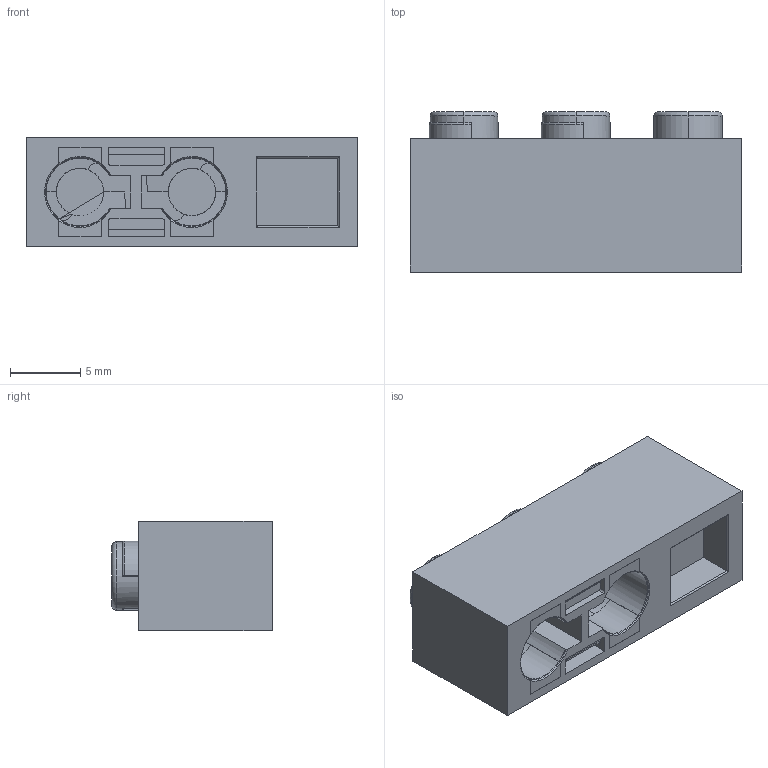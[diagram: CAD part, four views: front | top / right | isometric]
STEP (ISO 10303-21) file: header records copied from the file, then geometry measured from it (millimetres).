
FILE_DESCRIPTION (( 'STEP AP214' ), '1' );
FILE_NAME ('BuildUponsPowerBrickCompleteV3.STEP', '2017-04-04T20:49:16', ( 'Jason' ), ( '' ), 'SwSTEP 2.0', 'SolidWorks 2013', '' );
FILE_SCHEMA (( 'AUTOMOTIVE_DESIGN' ));
Length unit declared in the file: inch
Products named in the file (4): BuildUponsPowerBrickCompleteV3; PowerBrickMetalSideBV4; PowerBrickMetalSideAV4; BuildUponsPowerBrickV2
Assembly tree (3 placements, depth 2):
  BuildUponsPowerBrickCompleteV3
    BuildUponsPowerBrickV2
    PowerBrickMetalSideAV4
    PowerBrickMetalSideBV4
Bounding box: 23.7 x 11.45 x 7.8 mm (x, y, z)
Volume: 1534.8 mm3; surface area: 2514 mm2
Topology: 3 solids, 3 shells, 363 faces, 982 edges, 635 vertices
Faces by surface type: plane 198, cylinder 84, torus 30, cone 26, bspline 24, sphere 1
Entity records: 12563 total; most frequent: CARTESIAN_POINT 3595, ORIENTED_EDGE 1956, DIRECTION 1703, EDGE_CURVE 978, VERTEX_POINT 635, LINE 601, VECTOR 601, AXIS2_PLACEMENT_3D 551
